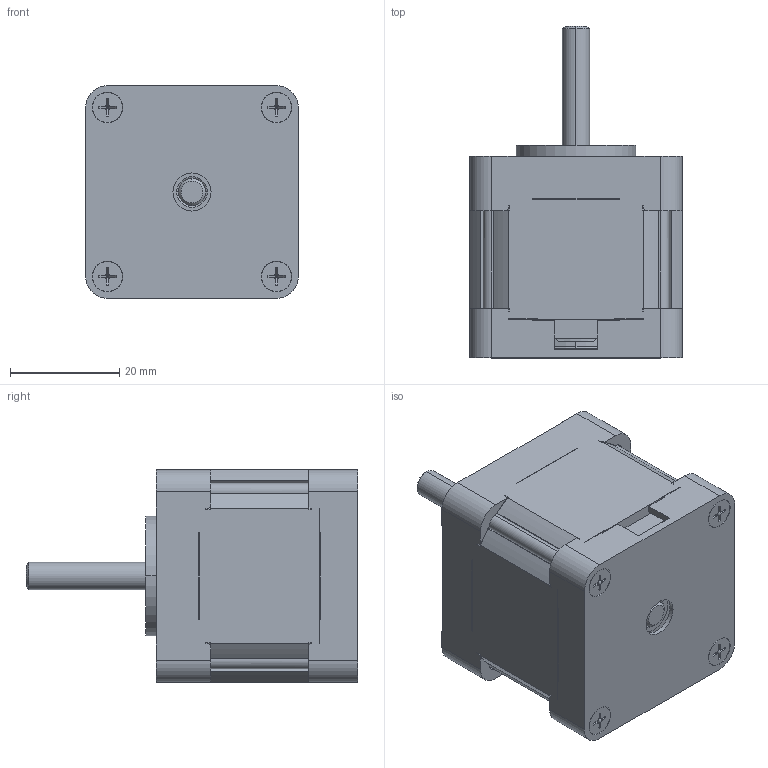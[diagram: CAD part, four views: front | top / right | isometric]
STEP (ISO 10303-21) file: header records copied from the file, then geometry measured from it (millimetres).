
FILE_DESCRIPTION((''),'2;1');
FILE_NAME('3_1_01_039_0218_SW0001','2020-12-10T13:42:07',('zhangjq'),(''),'CREO PARAMETRIC BY PTC INC, 2017110','CREO PARAMETRIC BY PTC INC, 2017110','');
FILE_SCHEMA(('CONFIG_CONTROL_DESIGN'));
Products named in the file (1): 3_1_01_039_0218_SW0001
Bounding box: 39 x 60.85 x 39 mm (x, y, z)
Volume: 38506.3 mm3; surface area: 40729.9 mm2
Topology: 1 solids, 2 shells, 2720 faces, 7736 edges, 5064 vertices
Faces by surface type: plane 1629, cylinder 1010, cone 48, torus 26, bspline 7
Entity records: 90077 total; most frequent: CARTESIAN_POINT 17812, ORIENTED_EDGE 15472, DIRECTION 14968, EDGE_CURVE 7736, VECTOR 5386, LINE 5386, VERTEX_POINT 5064, AXIS2_PLACEMENT_3D 4791
